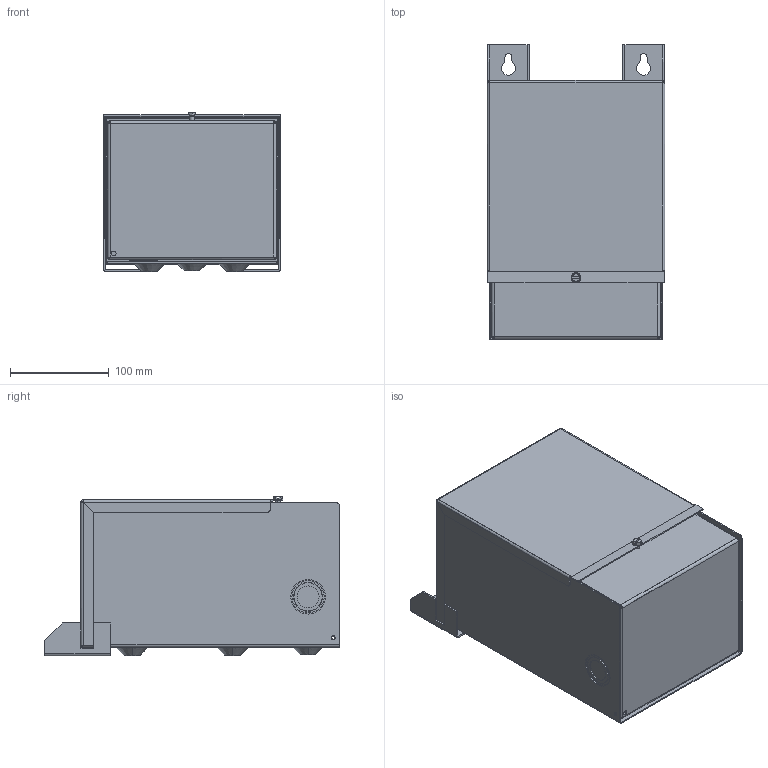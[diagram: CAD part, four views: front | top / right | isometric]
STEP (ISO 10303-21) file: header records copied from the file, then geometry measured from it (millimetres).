
FILE_DESCRIPTION (( 'STEP AP203' ), '1' );
FILE_NAME ('NQ4.STEP', '2018-07-03T11:18:02', ( '' ), ( '' ), 'SwSTEP 2.0', 'SolidWorks 2017', '' );
FILE_SCHEMA (( 'CONFIG_CONTROL_DESIGN' ));
Length unit declared in the file: inch
Products named in the file (7): nq7lhmountingtab_nq4lhmountingtab; NQ4 BODY_MTG118187; Screw; NQ4 DOOR_MTG118187; NQ4; NQ4 COVER_with Tabsuppressed; nq7rhmountingtab_nq4rhmountingtab
Assembly tree (6 placements, depth 2):
  NQ4
    NQ4 BODY_MTG118187
    NQ4 COVER_with Tabsuppressed
    NQ4 DOOR_MTG118187
    Screw
    nq7lhmountingtab_nq4lhmountingtab
    nq7rhmountingtab_nq4rhmountingtab
Bounding box: 179.48 x 298.08 x 161.26 mm (x, y, z)
Volume: 303567 mm3; surface area: 492054.5 mm2
Topology: 6 solids, 7 shells, 359 faces, 804 edges, 484 vertices
Faces by surface type: plane 200, cylinder 125, cone 18, bspline 16
Entity records: 11037 total; most frequent: CARTESIAN_POINT 2260, DIRECTION 1718, ORIENTED_EDGE 1608, EDGE_CURVE 804, AXIS2_PLACEMENT_3D 616, VECTOR 486, LINE 486, VERTEX_POINT 484
